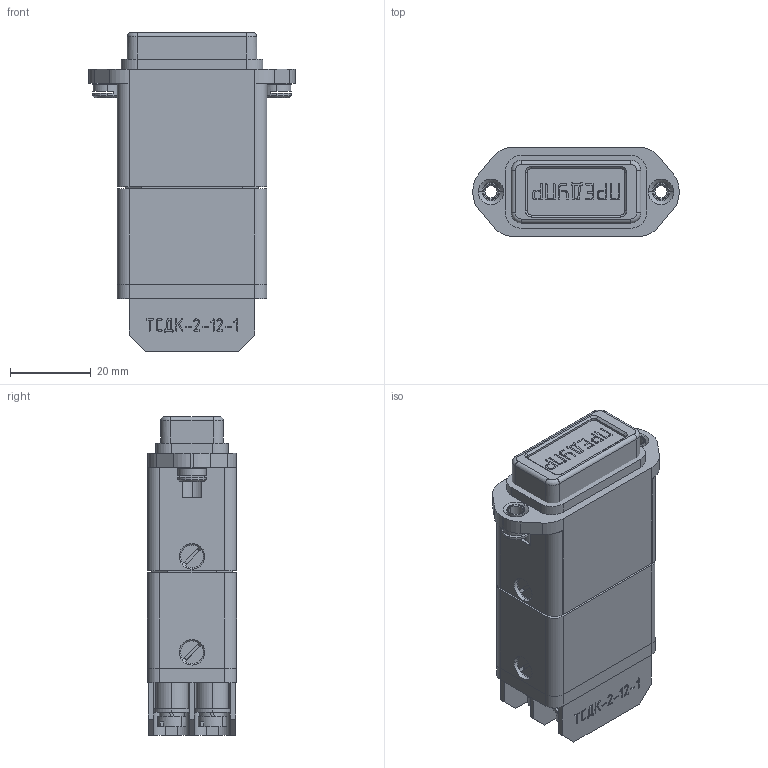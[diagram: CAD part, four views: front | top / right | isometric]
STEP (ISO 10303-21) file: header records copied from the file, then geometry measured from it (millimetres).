
FILE_DESCRIPTION (( 'STEP AP214' ), '1' );
FILE_NAME ('眒騫-2.STEP', '2015-07-23T07:51:35', ( 'kasatonov' ), ( '' ), 'SwSTEP 2.0', 'SolidWorks 2014', '' );
FILE_SCHEMA (( 'AUTOMOTIVE_DESIGN' ));
Length unit declared in the file: millimetre
Products named in the file (1): 眒騫-2
Bounding box: 51 x 22 x 78.7 mm (x, y, z)
Volume: 54435 mm3; surface area: 26810.9 mm2
Topology: 35 solids, 35 shells, 1532 faces, 3988 edges, 2570 vertices
Faces by surface type: plane 769, bspline 326, cylinder 249, cone 184, torus 4
Entity records: 72126 total; most frequent: CARTESIAN_POINT 19509, ORIENTED_EDGE 7936, DIRECTION 6272, EDGE_CURVE 3968, VERTEX_POINT 2570, LINE 2166, VECTOR 2166, AXIS2_PLACEMENT_3D 2053
